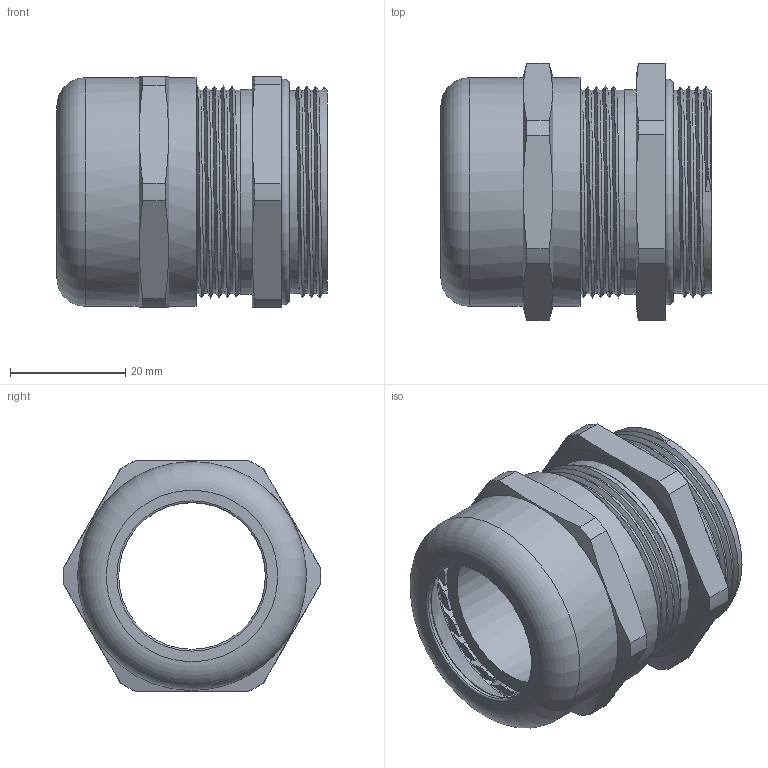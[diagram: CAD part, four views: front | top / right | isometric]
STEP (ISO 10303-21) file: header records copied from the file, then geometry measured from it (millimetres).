
FILE_DESCRIPTION(/* description */ ('Euro-Top PG 29'),/* implementation_level */ '2;1');
FILE_NAME(/* name */ '60080429LF-RST.stp',/* time_stamp */ '2020-10-14T13:38:31+02:00',/* author */ ('sl'),/* organization */ (''),/* preprocessor_version */ 'ST-DEVELOPER v16.5',/* originating_system */ 'Autodesk Inventor 2017',/* authorisation */ '');
FILE_SCHEMA (('AUTOMOTIVE_DESIGN { 1 0 10303 214 3 1 1 }'));
Length unit declared in the file: millimetre
Products named in the file (6): 60080429LF; 60080429; 60080429_1; 60080429_2; 60080429_3; 60080429_4
Assembly tree (5 placements, depth 2):
  60080429LF
    60080429
    60080429_1
    60080429_2
    60080429_3
    60080429_4
Bounding box: 46.85 x 44.6 x 40 mm (x, y, z)
Volume: 21571.1 mm3; surface area: 25720.2 mm2
Topology: 5 solids, 5 shells, 303 faces, 830 edges, 542 vertices
Faces by surface type: plane 137, cylinder 118, torus 28, cone 14, bspline 6
Full cylindrical faces by diameter (mm): 25.43 x1, 25.6 x1, 26.14 x1, 28.5 x1, 29.33 x1, 30.37 x1, 31.01 x1, 31.98 x1, 32.35 x1, 34 x1, 35.2 x1, 35.22 x4, 35.25 x6, 35.41 x1, 35.42 x2, 35.45 x10, 36.95 x10, 39.5 x1, 39.63 x2
Entity records: 12584 total; most frequent: CARTESIAN_POINT 5681, DIRECTION 1447, ORIENTED_EDGE 1384, EDGE_CURVE 692, AXIS2_PLACEMENT_3D 569, VERTEX_POINT 472, EDGE_LOOP 326, LINE 309
